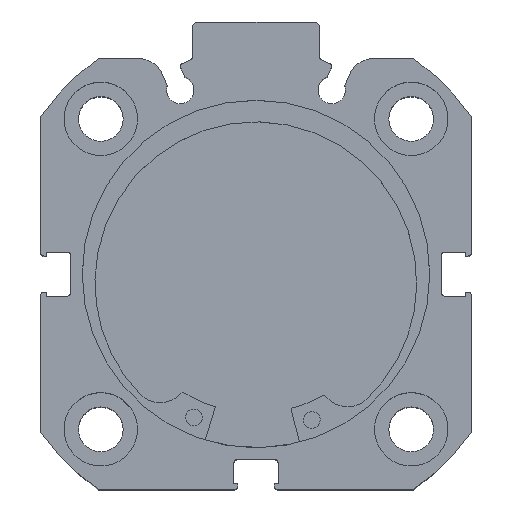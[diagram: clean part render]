
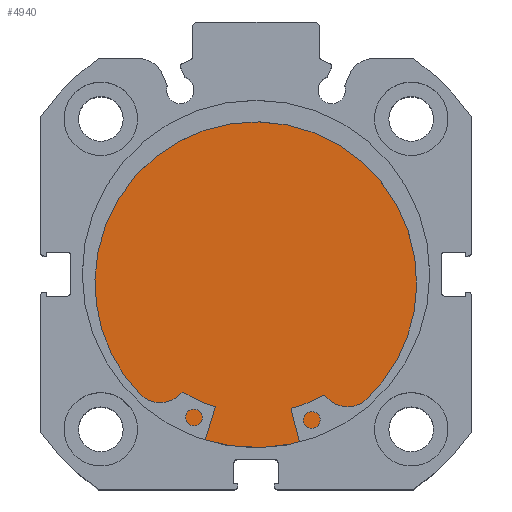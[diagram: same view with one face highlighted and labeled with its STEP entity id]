
A CAD part, top view. The second image highlights one B-rep face of the part: STEP entity #4940.
In plain terms, the highlighted face is planar.
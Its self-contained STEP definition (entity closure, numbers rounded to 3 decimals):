
#132 = PLANE ( 'NONE',  #4390 ) ;
#145 = DIRECTION ( 'NONE',  ( -1., 0., 0. ) ) ;
#185 = DIRECTION ( 'NONE',  ( 0., 0., 1. ) ) ;
#220 = CARTESIAN_POINT ( 'NONE',  ( 9., 26., 0. ) ) ;
#617 = ORIENTED_EDGE ( 'NONE', *, *, #6674, .F. ) ;
#618 = ORIENTED_EDGE ( 'NONE', *, *, #6692, .F. ) ;
#1108 = FACE_OUTER_BOUND ( 'NONE', #3936, .T. ) ;
#1352 = CARTESIAN_POINT ( 'NONE',  ( 9., 0., 26. ) ) ;
#1354 = CARTESIAN_POINT ( 'NONE',  ( 9., 0., -26. ) ) ;
#2152 = VERTEX_POINT ( 'NONE', #1354 ) ;
#2153 = VERTEX_POINT ( 'NONE', #1352 ) ;
#3074 = CARTESIAN_POINT ( 'NONE',  ( 9., 0., 0. ) ) ;
#3081 = DIRECTION ( 'NONE',  ( -1., 0., 0. ) ) ;
#3082 = DIRECTION ( 'NONE',  ( 0., 0., 1. ) ) ;
#3121 = CARTESIAN_POINT ( 'NONE',  ( 9., 0., 0. ) ) ;
#3125 = DIRECTION ( 'NONE',  ( -1., 0., 0. ) ) ;
#3126 = DIRECTION ( 'NONE',  ( 0., 0., 1. ) ) ;
#3936 = EDGE_LOOP ( 'NONE', ( #617, #618 ) ) ;
#4390 = AXIS2_PLACEMENT_3D ( 'NONE', #220, #145, #185 ) ;
#4546 = AXIS2_PLACEMENT_3D ( 'NONE', #3074, #3081, #3082 ) ;
#4554 = AXIS2_PLACEMENT_3D ( 'NONE', #3121, #3125, #3126 ) ;
#4940 = ADVANCED_FACE ( 'NONE', ( #1108 ), #132, .F. ) ;
#5738 = CIRCLE ( 'NONE', #4546, 26. ) ;
#5767 = CIRCLE ( 'NONE', #4554, 26. ) ;
#6674 = EDGE_CURVE ( 'NONE', #2153, #2152, #5738, .T. ) ;
#6692 = EDGE_CURVE ( 'NONE', #2152, #2153, #5767, .T. ) ;
